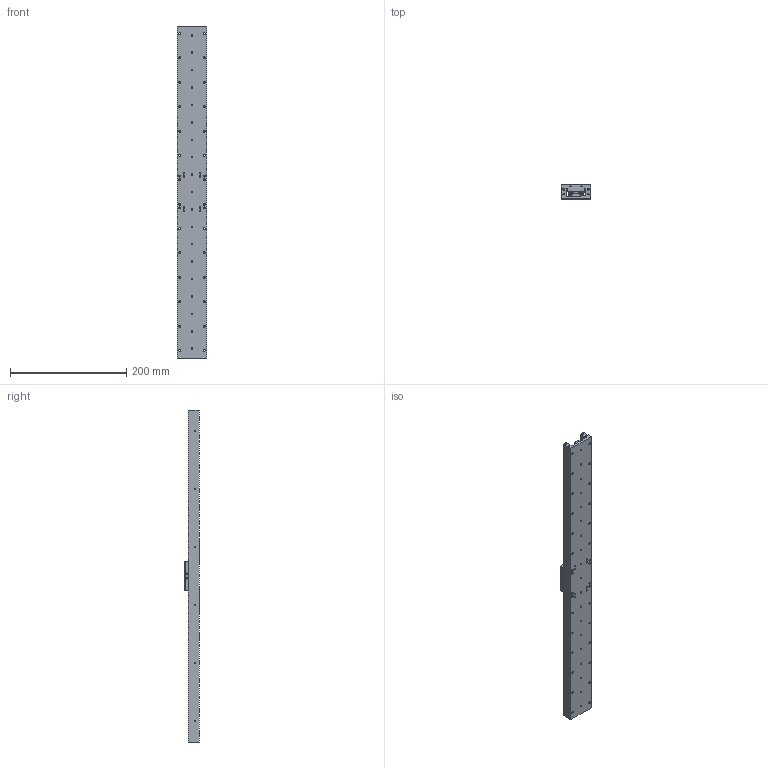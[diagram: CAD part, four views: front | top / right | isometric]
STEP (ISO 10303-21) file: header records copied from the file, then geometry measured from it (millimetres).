
FILE_DESCRIPTION (( 'STEP AP203' ), '1' );
FILE_NAME ('LAHP-25TM504SF.step', '2020-12-09T21:58:53', ( '' ), ( '' ), 'SwSTEP 2.0', 'SolidWorks 2019', '' );
FILE_SCHEMA (( 'CONFIG_CONTROL_DESIGN' ));
Length unit declared in the file: inch
Products named in the file (3): LAHP-25TM504SF_BASE; LAHP-25TM504SF_CARRIAGE; LAHP-25TM504SF
Assembly tree (2 placements, depth 2):
  LAHP-25TM504SF
    LAHP-25TM504SF_BASE
    LAHP-25TM504SF_CARRIAGE
Bounding box: 50 x 25 x 572 mm (x, y, z)
Volume: 309802.9 mm3; surface area: 127219.7 mm2
Topology: 2 solids, 4 shells, 1170 faces, 2991 edges, 1908 vertices
Faces by surface type: plane 574, cylinder 464, cone 116, torus 16
Entity records: 35674 total; most frequent: DIRECTION 6305, CARTESIAN_POINT 6122, ORIENTED_EDGE 5846, EDGE_CURVE 2923, AXIS2_PLACEMENT_3D 2219, VERTEX_POINT 1908, VECTOR 1867, LINE 1867
